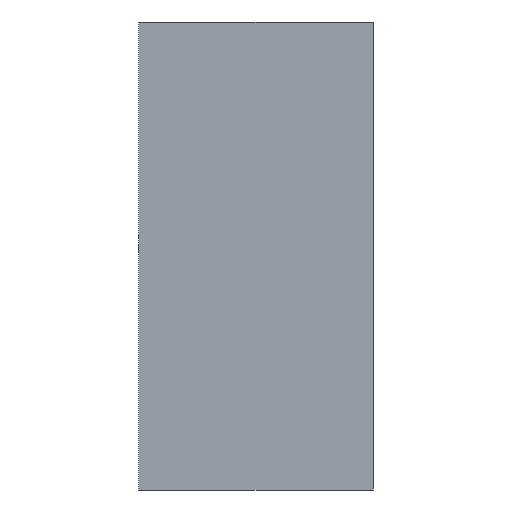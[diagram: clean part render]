
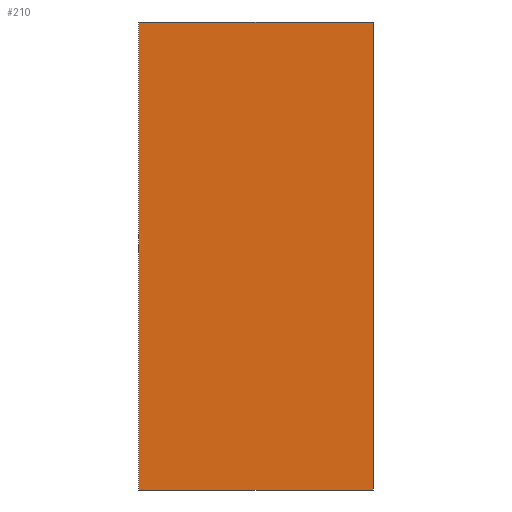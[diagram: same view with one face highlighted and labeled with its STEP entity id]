
A CAD part, front view. The second image highlights one B-rep face of the part: STEP entity #210.
In plain terms, the highlighted planar face has unit normal (0, -1, 0).
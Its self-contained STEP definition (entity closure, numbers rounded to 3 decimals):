
#1 = AXIS2_PLACEMENT_3D ( 'NONE', #155, #52, #99 ) ;
#15 = DIRECTION ( 'NONE',  ( 0., 0., 1. ) ) ;
#28 = CARTESIAN_POINT ( 'NONE',  ( 37.645, 0., 75. ) ) ;
#39 = VECTOR ( 'NONE', #175, 1000. ) ;
#42 = VECTOR ( 'NONE', #15, 1000. ) ;
#44 = ORIENTED_EDGE ( 'NONE', *, *, #207, .F. ) ;
#46 = CARTESIAN_POINT ( 'NONE',  ( 37.645, 0., 75. ) ) ;
#52 = DIRECTION ( 'NONE',  ( 0., 1., 0. ) ) ;
#63 = CARTESIAN_POINT ( 'NONE',  ( -37.645, 0., 75. ) ) ;
#64 = CARTESIAN_POINT ( 'NONE',  ( 37.645, 0., -75. ) ) ;
#66 = EDGE_LOOP ( 'NONE', ( #44, #89, #146, #190 ) ) ;
#67 = CARTESIAN_POINT ( 'NONE',  ( -37.645, 0., 75. ) ) ;
#78 = VECTOR ( 'NONE', #235, 1000. ) ;
#81 = VERTEX_POINT ( 'NONE', #98 ) ;
#83 = PLANE ( 'NONE',  #1 ) ;
#86 = EDGE_CURVE ( 'NONE', #189, #81, #106, .T. ) ;
#89 = ORIENTED_EDGE ( 'NONE', *, *, #230, .F. ) ;
#90 = LINE ( 'NONE', #64, #39 ) ;
#98 = CARTESIAN_POINT ( 'NONE',  ( 37.645, 0., -75. ) ) ;
#99 = DIRECTION ( 'NONE',  ( 0., 0., 1. ) ) ;
#106 = LINE ( 'NONE', #46, #78 ) ;
#120 = LINE ( 'NONE', #63, #42 ) ;
#124 = VERTEX_POINT ( 'NONE', #67 ) ;
#133 = VECTOR ( 'NONE', #200, 1000. ) ;
#140 = VERTEX_POINT ( 'NONE', #156 ) ;
#146 = ORIENTED_EDGE ( 'NONE', *, *, #86, .F. ) ;
#155 = CARTESIAN_POINT ( 'NONE',  ( 0., 0., 0. ) ) ;
#156 = CARTESIAN_POINT ( 'NONE',  ( -37.645, 0., -75. ) ) ;
#167 = EDGE_CURVE ( 'NONE', #124, #189, #220, .T. ) ;
#175 = DIRECTION ( 'NONE',  ( -1., 0., 0. ) ) ;
#182 = FACE_OUTER_BOUND ( 'NONE', #66, .T. ) ;
#189 = VERTEX_POINT ( 'NONE', #218 ) ;
#190 = ORIENTED_EDGE ( 'NONE', *, *, #167, .F. ) ;
#200 = DIRECTION ( 'NONE',  ( 1., 0., 0. ) ) ;
#207 = EDGE_CURVE ( 'NONE', #140, #124, #120, .T. ) ;
#210 = ADVANCED_FACE ( 'NONE', ( #182 ), #83, .F. ) ;
#218 = CARTESIAN_POINT ( 'NONE',  ( 37.645, 0., 75. ) ) ;
#220 = LINE ( 'NONE', #28, #133 ) ;
#230 = EDGE_CURVE ( 'NONE', #81, #140, #90, .T. ) ;
#235 = DIRECTION ( 'NONE',  ( 0., 0., -1. ) ) ;
